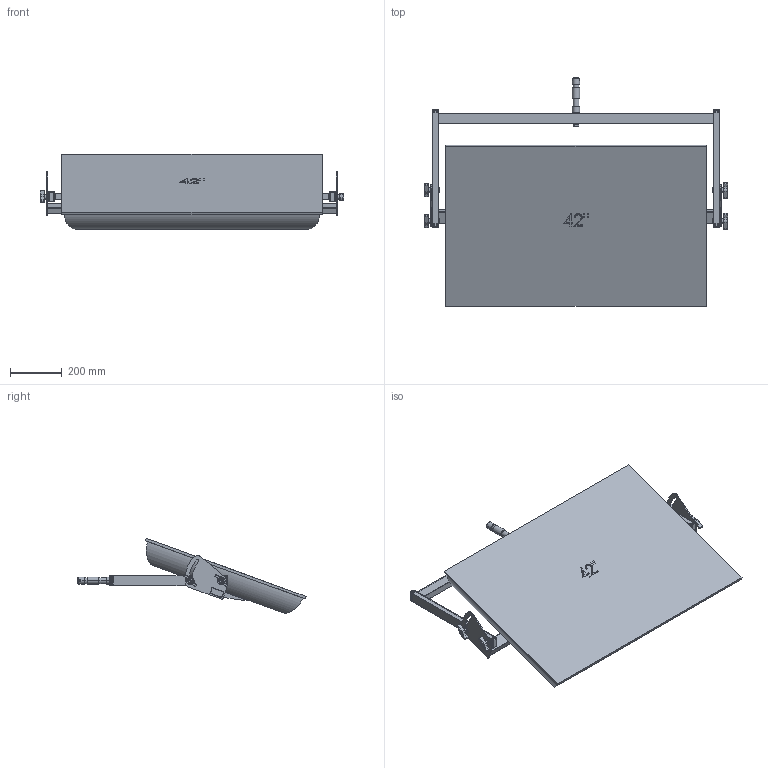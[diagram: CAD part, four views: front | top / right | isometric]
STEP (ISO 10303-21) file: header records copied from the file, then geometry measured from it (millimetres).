
FILE_DESCRIPTION (( 'STEP AP203' ), '1' );
FILE_NAME ('T75020.STEP', '2018-09-05T16:19:03', ( '' ), ( '' ), 'SwSTEP 2.0', 'SolidWorks 2016', '' );
FILE_SCHEMA (( 'CONFIG_CONTROL_DESIGN' ));
Length unit declared in the file: millimetre
Products named in the file (20): TH711; PENNY WASHER_M10 x 30; Single Coil Rectangular Section Spring Washer_Doughty Fastners_Rectangular section spring washer BS 4464 - 12 (Type B); Doughty Knob_S0147; TH2748; Hex Bolt_ISO 4016 - M12 x 80 x 80-WS; TH2749_TH2750; T74710_No Fixings; T75020; GENERIC TV_42"; TH2746; TH2752_TH2754; TH2740_TH2742; TH2747; B Washer_Bright washer BS 4320 - M12 (Form B); T75000_LABEL_T75020_LABEL; 50 X 25 X 1.6 ERW X 1121 LG; TH2737_TH2739; S3285; TH2743_TH2745
Assembly tree (36 placements, depth 3):
  T75020
    TH2743_TH2745
      TH2740_TH2742
      TH2737_TH2739  x2
      TH2747  x4
    TH2752_TH2754
      TH2749_TH2750
      TH2748  x4
      TH2746  x2
      50 X 25 X 1.6 ERW X 1121 LG
    PENNY WASHER_M10 x 30  x4
    Doughty Knob_S0147  x4
    T74710_No Fixings
      TH711
    Hex Bolt_ISO 4016 - M12 x 80 x 80-WS
    B Washer_Bright washer BS 4320 - M12 (Form B)
    Single Coil Rectangular Section Spring Washer_Doughty Fastners_Rectangular section spring washer BS 4464 - 12 (Type B)
    GENERIC TV_42"
    S3285  x4
    T75000_LABEL_T75020_LABEL
Bounding box: 1178.6 x 884.91 x 292.77 mm (x, y, z)
Volume: 55300611.3 mm3; surface area: 2590209.7 mm2
Topology: 33 solids, 33 shells, 2302 faces, 5927 edges, 3849 vertices
Faces by surface type: plane 1098, cylinder 601, bspline 277, cone 274, torus 36, sphere 16
Entity records: 64683 total; most frequent: CARTESIAN_POINT 25222, ORIENTED_EDGE 8010, DIRECTION 6975, EDGE_CURVE 4005, VERTEX_POINT 2617, VECTOR 2483, LINE 2483, AXIS2_PLACEMENT_3D 2246
